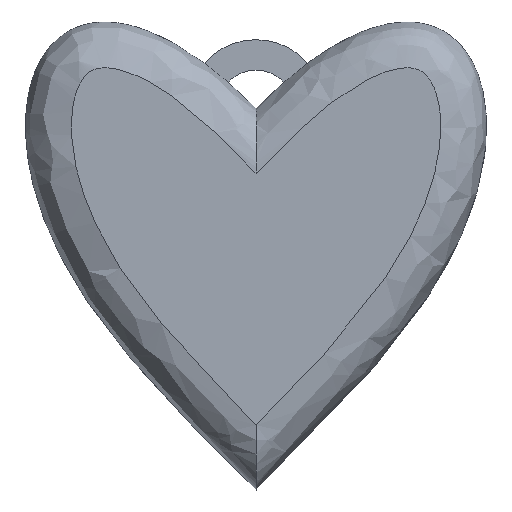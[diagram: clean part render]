
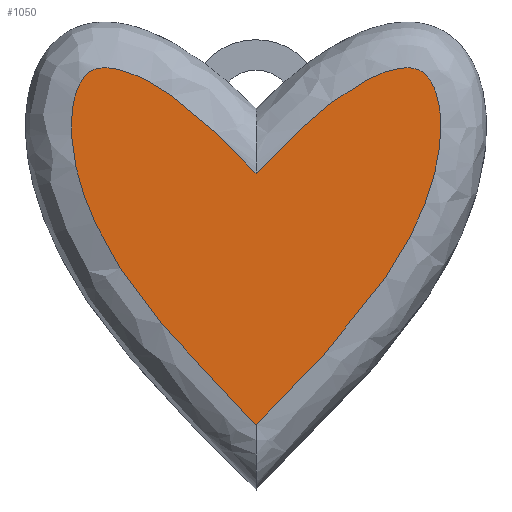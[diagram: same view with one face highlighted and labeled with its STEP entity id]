
A CAD part, front view. The second image highlights one B-rep face of the part: STEP entity #1050.
In plain terms, the highlighted free-form (B-spline) face has degree [1, 1] with [2, 2] control points.
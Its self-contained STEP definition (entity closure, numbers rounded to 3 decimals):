
#666 = VERTEX_POINT('',#667);
#667 = CARTESIAN_POINT('',(0.,0.,5.419));
#684 = EDGE_CURVE('',#666,#685,#687,.T.);
#685 = VERTEX_POINT('',#686);
#686 = CARTESIAN_POINT('',(0.,0.,-10.12));
#687 = B_SPLINE_CURVE_WITH_KNOTS('',3,(#688,#689,#690,#691,#692,#693,
    #694,#695,#696,#697,#698,#699,#700,#701,#702,#703,#704,#705,#706,
    #707,#708,#709,#710,#711,#712),.UNSPECIFIED.,.F.,.F.,(4,1,1,2,1,1,1,
    1,1,1,1,1,1,1,1,1,1,1,1,1,1,4),(-0.3,-0.18,-0.06,0.,
    0.051,0.102,0.204,0.408,
    0.613,0.817,0.919,0.97,
    1.021,1.047,1.072,1.123,
    1.225,1.429,1.634,2.45,
    3.267,3.784),.UNSPECIFIED.);
#688 = CARTESIAN_POINT('',(0.,0.,5.419));
#689 = CARTESIAN_POINT('',(0.266,0.,5.685));
#690 = CARTESIAN_POINT('',(0.799,0.,6.217));
#691 = CARTESIAN_POINT('',(1.464,0.,6.883));
#692 = CARTESIAN_POINT('',(1.863,0.,7.282));
#693 = CARTESIAN_POINT('',(2.11,0.,7.528));
#694 = CARTESIAN_POINT('',(2.338,0.,7.753));
#695 = CARTESIAN_POINT('',(2.8,0.,8.196));
#696 = CARTESIAN_POINT('',(3.629,0.,8.952));
#697 = CARTESIAN_POINT('',(4.865,0.,9.966));
#698 = CARTESIAN_POINT('',(6.471,0.,11.03));
#699 = CARTESIAN_POINT('',(7.932,0.,11.706));
#700 = CARTESIAN_POINT('',(9.039,0.,11.928));
#701 = CARTESIAN_POINT('',(9.683,0.,11.905));
#702 = CARTESIAN_POINT('',(10.071,0.,11.786));
#703 = CARTESIAN_POINT('',(10.339,0.,11.608));
#704 = CARTESIAN_POINT('',(10.572,0.,11.387));
#705 = CARTESIAN_POINT('',(10.898,0.,10.926));
#706 = CARTESIAN_POINT('',(11.297,0.,9.869));
#707 = CARTESIAN_POINT('',(11.459,0.,8.264));
#708 = CARTESIAN_POINT('',(11.046,0.,4.415));
#709 = CARTESIAN_POINT('',(8.488,0.,-0.881));
#710 = CARTESIAN_POINT('',(4.071,0.,-5.983));
#711 = CARTESIAN_POINT('',(1.144,0.,-8.972));
#712 = CARTESIAN_POINT('',(0.001,0.,-10.121));
#860 = EDGE_CURVE('',#685,#666,#861,.T.);
#861 = B_SPLINE_CURVE_WITH_KNOTS('',3,(#862,#863,#864,#865,#866,#867,
    #868,#869,#870,#871,#872,#873,#874,#875,#876,#877,#878,#879,#880,
    #881,#882,#883,#884,#885,#886,#887),.UNSPECIFIED.,.F.,.F.,(4,1,1,1,1
    ,1,1,1,1,1,1,1,1,1,1,1,1,1,1,1,1,2,4),(-3.784,
    -3.501,-2.917,-2.334,-1.75,
    -1.556,-1.361,-1.264,-1.173,
    -1.167,-1.118,-1.07,-1.021,
    -0.997,-0.972,-0.924,-0.875,
    -0.778,-0.681,-0.583,-0.292,0.,
    0.3),.UNSPECIFIED.);
#862 = CARTESIAN_POINT('',(0.,0.,
    -10.12));
#863 = CARTESIAN_POINT('',(-0.626,0.,
    -9.49));
#864 = CARTESIAN_POINT('',(-2.534,0.,
    -7.554));
#865 = CARTESIAN_POINT('',(-5.651,0.,
    -4.24));
#866 = CARTESIAN_POINT('',(-8.968,0.,
    0.15));
#867 = CARTESIAN_POINT('',(-10.776,0.,
    4.068));
#868 = CARTESIAN_POINT('',(-11.367,0.,
    7.073));
#869 = CARTESIAN_POINT('',(-11.425,0.,
    8.6));
#870 = CARTESIAN_POINT('',(-11.27,0.,
    9.795));
#871 = CARTESIAN_POINT('',(-11.101,0.,
    10.383));
#872 = CARTESIAN_POINT('',(-10.925,0.,
    10.805));
#873 = CARTESIAN_POINT('',(-10.78,0.,
    11.097));
#874 = CARTESIAN_POINT('',(-10.51,0.,
    11.469));
#875 = CARTESIAN_POINT('',(-10.209,0.,
    11.711));
#876 = CARTESIAN_POINT('',(-9.926,0.,
    11.83));
#877 = CARTESIAN_POINT('',(-9.629,0.,
    11.903));
#878 = CARTESIAN_POINT('',(-9.246,0.,
    11.923));
#879 = CARTESIAN_POINT('',(-8.639,0.,
    11.859));
#880 = CARTESIAN_POINT('',(-7.9,0.,
    11.654));
#881 = CARTESIAN_POINT('',(-7.058,0.,
    11.298));
#882 = CARTESIAN_POINT('',(-5.713,0.,
    10.569));
#883 = CARTESIAN_POINT('',(-3.989,0.,
    9.305));
#884 = CARTESIAN_POINT('',(-2.644,0.,
    8.062));
#885 = CARTESIAN_POINT('',(-1.331,0.,
    6.75));
#886 = CARTESIAN_POINT('',(-0.666,0.,
    6.084));
#887 = CARTESIAN_POINT('',(0.,0.,
    5.419));
#1050 = ADVANCED_FACE('',(#1051),#1055,.T.);
#1051 = FACE_BOUND('',#1052,.T.);
#1052 = EDGE_LOOP('',(#1053,#1054));
#1053 = ORIENTED_EDGE('',*,*,#684,.F.);
#1054 = ORIENTED_EDGE('',*,*,#860,.F.);
#1055 = B_SPLINE_SURFACE_WITH_KNOTS('',1,1,(
    (#1056,#1057)
    ,(#1058,#1059
    )),.UNSPECIFIED.,.F.,.F.,.F.,(2,2),(2,2),(-1.213,
    1.213),(-0.767,1.576),
  .PIECEWISE_BEZIER_KNOTS.);
#1056 = CARTESIAN_POINT('',(11.415,0.,11.925));
#1057 = CARTESIAN_POINT('',(11.415,0.,-10.13));
#1058 = CARTESIAN_POINT('',(-11.415,0.,11.925));
#1059 = CARTESIAN_POINT('',(-11.415,0.,-10.13));
